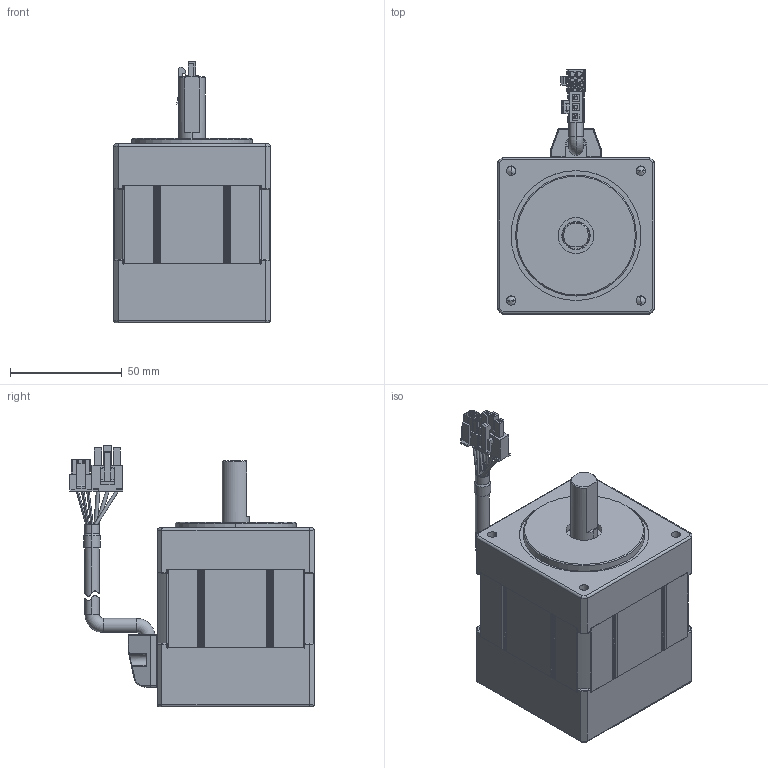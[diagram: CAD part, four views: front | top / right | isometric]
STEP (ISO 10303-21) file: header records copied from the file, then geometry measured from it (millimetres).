
FILE_DESCRIPTION (( 'STEP AP203' ), '1' );
FILE_NAME ('70BLB200H1(-A).STEP', '2018-05-31T08:15:23', ( 'User' ), ( 'China' ), 'SwSTEP 2.0', 'SolidWorks 2012', '' );
FILE_SCHEMA (( 'CONFIG_CONTROL_DESIGN' ));
Length unit declared in the file: millimetre
Products named in the file (1): 70BLB200H1(-A)
Bounding box: 70 x 109.04 x 117.01 mm (x, y, z)
Surface area: 49437.8 mm2 (no closed solid volume)
Topology: 0 solids, 25 shells, 646 faces, 2166 edges, 1496 vertices
Faces by surface type: plane 364, cylinder 207, bspline 32, torus 20, cone 19, sphere 4
Entity records: 24807 total; most frequent: CARTESIAN_POINT 6441, DIRECTION 3779, ORIENTED_EDGE 3470, EDGE_CURVE 2148, VERTEX_POINT 1492, VECTOR 1411, LINE 1411, AXIS2_PLACEMENT_3D 1184
